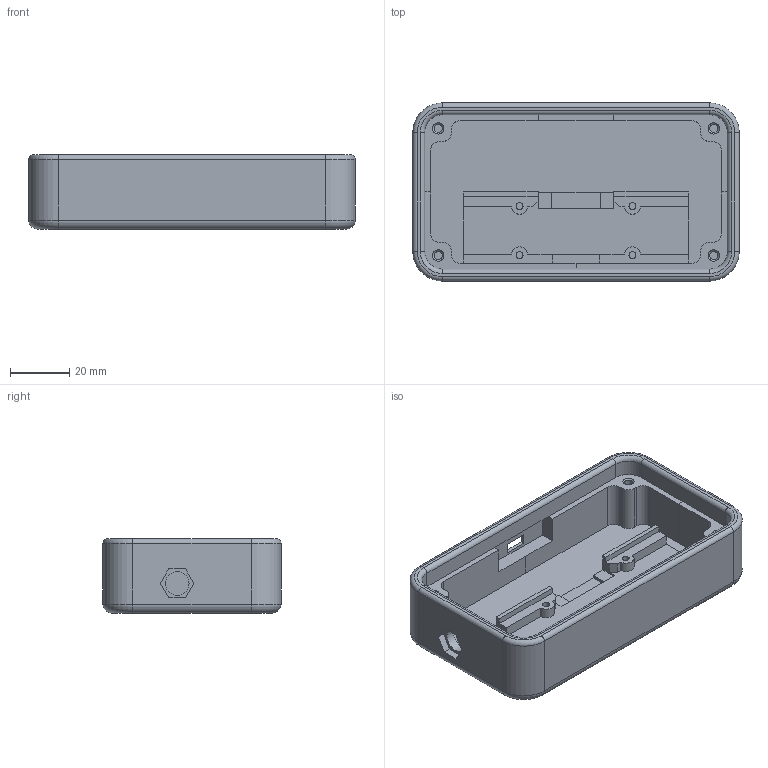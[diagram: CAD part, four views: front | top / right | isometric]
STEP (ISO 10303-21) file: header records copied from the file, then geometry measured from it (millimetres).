
FILE_DESCRIPTION(('FreeCAD Model'),'2;1');
FILE_NAME('Open CASCADE Shape Model','2025-01-03T11:03:30',(''),(''), 'Open CASCADE STEP processor 7.8','FreeCAD','Unknown');
FILE_SCHEMA(('AUTOMOTIVE_DESIGN { 1 0 10303 214 1 1 1 1 }'));
Length unit declared in the file: millimetre
Products named in the file (1): case
Bounding box: 110 x 60 x 25 mm (x, y, z)
Volume: 66190.7 mm3; surface area: 29066.9 mm2
Topology: 1 solids, 1 shells, 182 faces, 438 edges, 276 vertices
Faces by surface type: plane 112, cylinder 54, torus 12, cone 4
Full cylindrical faces by diameter (mm): 2.3 x4, 2.8 x4, 8 x1, 10 x4, 11 x5
Entity records: 5274 total; most frequent: DIRECTION 930, CARTESIAN_POINT 897, ORIENTED_EDGE 876, EDGE_CURVE 438, LINE 312, VECTOR 312, AXIS2_PLACEMENT_3D 309, VERTEX_POINT 276
